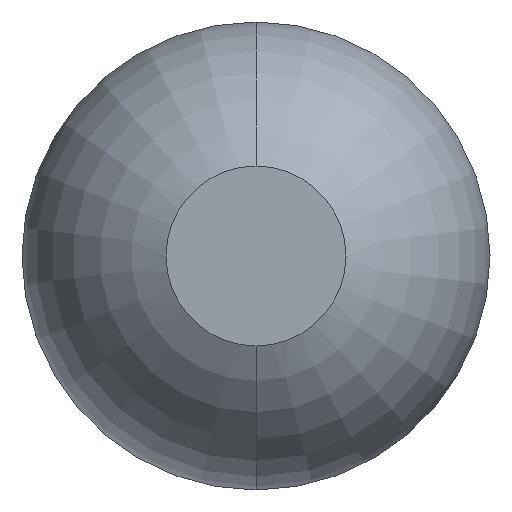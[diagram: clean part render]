
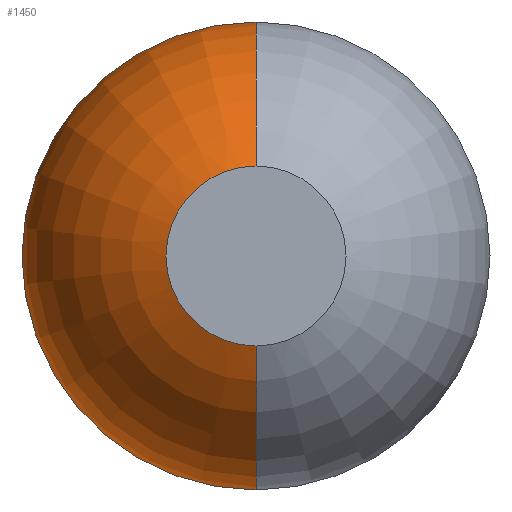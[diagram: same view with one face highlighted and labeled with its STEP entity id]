
A CAD part, front view. The second image highlights one B-rep face of the part: STEP entity #1450.
In plain terms, the highlighted toroidal (fillet/blend) face has major radius 0.01 mm and minor radius 0.4 mm.
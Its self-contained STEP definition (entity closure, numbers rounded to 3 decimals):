
#23 = CIRCLE ( 'NONE', #2029, 0.4 ) ;
#130 = DIRECTION ( 'NONE',  ( 0., 0., 1. ) ) ;
#207 = CARTESIAN_POINT ( 'NONE',  ( 0., -27.7, 0.15 ) ) ;
#241 = CIRCLE ( 'NONE', #2919, 0.39 ) ;
#260 = VERTEX_POINT ( 'NONE', #2321 ) ;
#435 = ORIENTED_EDGE ( 'NONE', *, *, #2462, .T. ) ;
#514 = DIRECTION ( 'NONE',  ( 0., 1., 0. ) ) ;
#805 = DIRECTION ( 'NONE',  ( 0., 0., 1. ) ) ;
#873 = AXIS2_PLACEMENT_3D ( 'NONE', #2885, #1685, #2550 ) ;
#877 = VERTEX_POINT ( 'NONE', #3093 ) ;
#903 = CARTESIAN_POINT ( 'NONE',  ( 0., -27.333, 0. ) ) ;
#951 = VERTEX_POINT ( 'NONE', #1722 ) ;
#1387 = TOROIDAL_SURFACE ( 'NONE', #2087, -0.01, 0.4 ) ;
#1450 = ADVANCED_FACE ( 'Defeature ausgef�hrt3_6', ( #3104 ), #1387, .T. ) ;
#1685 = DIRECTION ( 'NONE',  ( 1., 0., 0. ) ) ;
#1722 = CARTESIAN_POINT ( 'NONE',  ( 0., -27.7, -0.15 ) ) ;
#1854 = DIRECTION ( 'NONE',  ( -1., 0., 0. ) ) ;
#1860 = DIRECTION ( 'NONE',  ( 0., 1., 0. ) ) ;
#1907 = EDGE_LOOP ( 'NONE', ( #2998, #435, #2929, #2470 ) ) ;
#2029 = AXIS2_PLACEMENT_3D ( 'NONE', #2736, #1854, #130 ) ;
#2087 = AXIS2_PLACEMENT_3D ( 'NONE', #903, #3720, #3736 ) ;
#2241 = CARTESIAN_POINT ( 'NONE',  ( 0., -27.7, 0. ) ) ;
#2321 = CARTESIAN_POINT ( 'NONE',  ( 0., -27.333, -0.39 ) ) ;
#2399 = EDGE_CURVE ( 'NONE', #951, #260, #3376, .T. ) ;
#2462 = EDGE_CURVE ( 'Defeature ausgef�hrt3_6+Defeature ausgef�hrt3_5+Defeature ausgef�hrt3_5+Defeature ausgef�hrt3_5', #951, #3260, #3195, .T. ) ;
#2470 = ORIENTED_EDGE ( 'NONE', *, *, #3158, .F. ) ;
#2550 = DIRECTION ( 'NONE',  ( 0., 0., -1. ) ) ;
#2671 = EDGE_CURVE ( 'NONE', #3260, #877, #23, .T. ) ;
#2736 = CARTESIAN_POINT ( 'NONE',  ( 0., -27.333, -0.01 ) ) ;
#2740 = CARTESIAN_POINT ( 'NONE',  ( 0., -27.333, 0. ) ) ;
#2885 = CARTESIAN_POINT ( 'NONE',  ( 0., -27.333, 0.01 ) ) ;
#2919 = AXIS2_PLACEMENT_3D ( 'NONE', #2740, #1860, #3023 ) ;
#2929 = ORIENTED_EDGE ( 'NONE', *, *, #2671, .T. ) ;
#2998 = ORIENTED_EDGE ( 'NONE', *, *, #2399, .F. ) ;
#3023 = DIRECTION ( 'NONE',  ( 0., 0., 1. ) ) ;
#3093 = CARTESIAN_POINT ( 'NONE',  ( 0., -27.333, 0.39 ) ) ;
#3104 = FACE_OUTER_BOUND ( 'NONE', #1907, .T. ) ;
#3158 = EDGE_CURVE ( 'Defeature ausgef�hrt3_7+Defeature ausgef�hrt3_6+Defeature ausgef�hrt3_6+Defeature ausgef�hrt3_6', #260, #877, #241, .T. ) ;
#3195 = CIRCLE ( 'NONE', #3249, 0.15 ) ;
#3249 = AXIS2_PLACEMENT_3D ( 'NONE', #2241, #514, #805 ) ;
#3260 = VERTEX_POINT ( 'NONE', #207 ) ;
#3376 = CIRCLE ( 'NONE', #873, 0.4 ) ;
#3720 = DIRECTION ( 'NONE',  ( 0., 1., 0. ) ) ;
#3736 = DIRECTION ( 'NONE',  ( 0., 0., 1. ) ) ;
